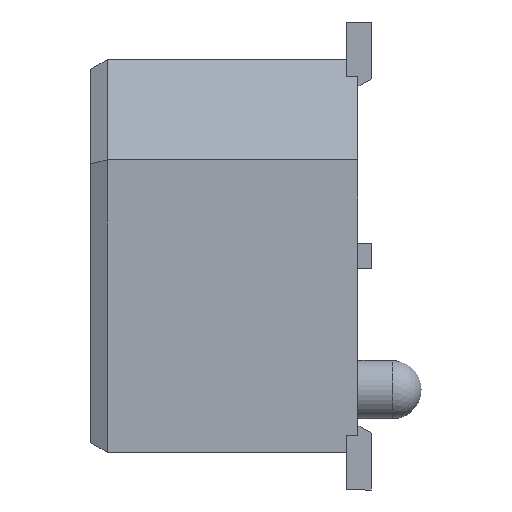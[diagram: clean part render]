
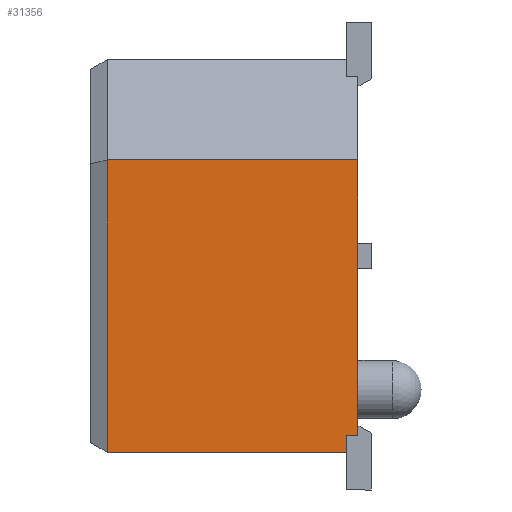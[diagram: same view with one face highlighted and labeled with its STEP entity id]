
A CAD part, left-side view. The second image highlights one B-rep face of the part: STEP entity #31356.
In plain terms, the highlighted face is planar.
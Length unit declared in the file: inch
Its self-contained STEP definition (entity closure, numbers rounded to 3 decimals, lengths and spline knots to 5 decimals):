
#235=LINE('',#42644,#4801);
#980=LINE('',#44128,#5546);
#982=LINE('',#44132,#5548);
#983=LINE('',#44134,#5549);
#984=LINE('',#44136,#5550);
#985=LINE('',#44137,#5551);
#4801=VECTOR('',#34642,39.37008);
#5546=VECTOR('',#35525,39.37008);
#5548=VECTOR('',#35529,39.37008);
#5549=VECTOR('',#35530,39.37008);
#5550=VECTOR('',#35531,39.37008);
#5551=VECTOR('',#35532,39.37008);
#10190=ORIENTED_EDGE('',*,*,#19512,.F.);
#10191=ORIENTED_EDGE('',*,*,#18765,.T.);
#10192=ORIENTED_EDGE('',*,*,#19513,.F.);
#10193=ORIENTED_EDGE('',*,*,#19514,.F.);
#10194=ORIENTED_EDGE('',*,*,#19510,.T.);
#10195=ORIENTED_EDGE('',*,*,#19515,.F.);
#18765=EDGE_CURVE('',#23464,#23463,#235,.T.);
#19510=EDGE_CURVE('',#24134,#24133,#980,.T.);
#19512=EDGE_CURVE('',#23464,#24135,#982,.T.);
#19513=EDGE_CURVE('',#24136,#23463,#983,.T.);
#19514=EDGE_CURVE('',#24134,#24136,#984,.T.);
#19515=EDGE_CURVE('',#24135,#24133,#985,.T.);
#23463=VERTEX_POINT('',#42643);
#23464=VERTEX_POINT('',#42645);
#24133=VERTEX_POINT('',#44127);
#24134=VERTEX_POINT('',#44129);
#24135=VERTEX_POINT('',#44133);
#24136=VERTEX_POINT('',#44135);
#26672=EDGE_LOOP('',(#10190,#10191,#10192,#10193,#10194,#10195));
#28260=FACE_BOUND('',#26672,.T.);
#29842=PLANE('',#32987);
#31356=ADVANCED_FACE('',(#28260),#29842,.F.);
#32987=AXIS2_PLACEMENT_3D('',#44131,#35527,#35528);
#34642=DIRECTION('',(0.,0.,-1.));
#35525=DIRECTION('',(0.,-1.,0.));
#35527=DIRECTION('',(-1.,0.,0.));
#35528=DIRECTION('',(0.,0.,1.));
#35529=DIRECTION('',(0.,1.,0.));
#35530=DIRECTION('',(0.,-1.,0.));
#35531=DIRECTION('',(0.,0.,-1.));
#35532=DIRECTION('',(0.,0.,1.));
#42643=CARTESIAN_POINT('',(0.39375,0.,-0.0575));
#42644=CARTESIAN_POINT('',(0.39375,0.,0.1175));
#42645=CARTESIAN_POINT('',(0.39375,0.,0.1075));
#44127=CARTESIAN_POINT('',(0.39375,0.007,0.1175));
#44128=CARTESIAN_POINT('',(0.39375,0.15,0.1175));
#44129=CARTESIAN_POINT('',(0.39375,0.15,0.1175));
#44131=CARTESIAN_POINT('',(0.39375,0.15,0.1175));
#44132=CARTESIAN_POINT('',(0.39375,0.15,0.1075));
#44133=CARTESIAN_POINT('',(0.39375,0.007,0.1075));
#44134=CARTESIAN_POINT('',(0.39375,0.15,-0.0575));
#44135=CARTESIAN_POINT('',(0.39375,0.15,-0.0575));
#44136=CARTESIAN_POINT('',(0.39375,0.15,0.1175));
#44137=CARTESIAN_POINT('',(0.39375,0.007,0.1175));
